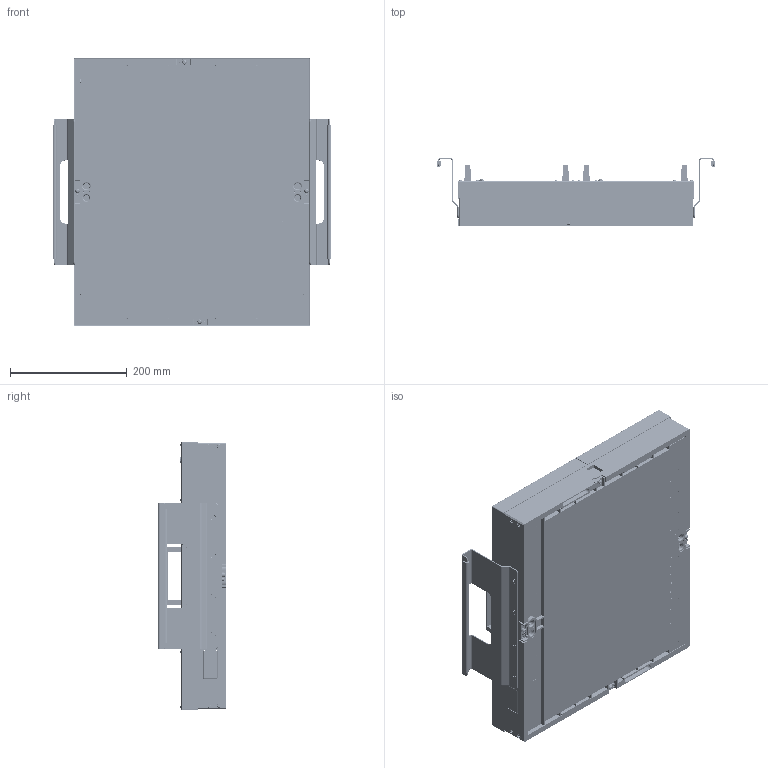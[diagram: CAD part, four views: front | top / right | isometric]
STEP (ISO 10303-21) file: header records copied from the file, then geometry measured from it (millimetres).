
FILE_DESCRIPTION (( 'STEP AP214' ), '1' );
FILE_NAME ('INGUN_115194.STEP', '2023-12-05T10:11:05', ( '' ), ( '' ), 'SwSTEP 2.0', 'SolidWorks 2021', '' );
FILE_SCHEMA (( 'AUTOMOTIVE_DESIGN' ));
Length unit declared in the file: millimetre
Products named in the file (50): DIN6325~n_04,0m6x008; ISO7380~n_M03,0x005; 115388~0_S; INGUN_115194; 14671_003~0; 114851~0; 22111~0_flexibel<Standard>; 5015~0; ISO7380~n_M02,5x006; K_124594~0_S; 14671_004~0; 14671~0_KUNDE<Standard>; 2196~6; 114858~1_S; DIN7991~n_M04,0x012; KS-113-Master__ADA~ks_KS-113 23; 14671_002~0; 115106~1_S; 3917~3_M 3 A; INFO_4562~1_Typenschild 1010; 114901~1_S; 114947~0_KUNDE<S>; 11881~0; DIN6325~n_03,0m6x020; 5332~0; 114948~0_S; 2806~1; 1607~1; 2579~0; 114857~0_S; 114856~1_S; GKS-414-0007__ADA~gks_Hub = 09,6 AH <S>; 114951~0; ISO7380~n_M04,0x016; 114950~0_S; 14671_001~0_KUNDE<Standard>; 115387~0_S; 114959~0_S; DIN912~n_M04,0x012; DIN7991~n_M04,0x016 ...
Assembly tree (178 placements, depth 5):
  INGUN_115194
    114947~0_KUNDE<S>
      114950~0_S
        114951~0
        114946~0_S  x2
        Gewindebuchse~n_M04-09,5 geschlossen  x8
      114948~0_S  x2
      10321~0_KUNDE<Standard>  x2
      114959~0_S  x2
      ISO7380~n_M03,0x005  x16
      1607~1  x4
      5332~0  x4
      DIN7991~n_M04,0x016  x14
      2229~6  x6
      2196~6  x6
      2579~0  x12
      DIN6325~n_04,0m6x008  x8
      1571~2  x7
      DIN912~n_M04,0x012  x16
      22111~0_flexibel<Standard>
        KS-113-Master__ADA~ks_KS-113 23
        GKS-414-0007__ADA~gks_Hub = 09,6 AH <S>
        2806~1
        3917~3_M 3 A
        5015~0
        ISO7380~n_M02,5x006
        11880~0
        11881~0
      22111~0_flexibel<Standard>
        KS-113-Master__ADA~ks_KS-113 23
        GKS-414-0007__ADA~gks_Hub = 09,6 AH <S>
        2806~1
        3917~3_M 3 A
        5015~0
        ISO7380~n_M02,5x006
        11880~0
        11881~0
      INFO_4562~1_Typenschild 1010
    114915~1_KUNDE<S>
      114854~0_S  x2
        114851~0
        DIN6325~n_03,0m6x020
      114857~0_S
        114855~1_S
        DIN6325~n_03,0m6x020
      114858~1_S
        114856~1_S
        DIN6325~n_03,0m6x020  x2
      14671~0_KUNDE<Standard>
        14671_001~0_KUNDE<Standard>
        14671_002~0  x2
        14671_003~0  x4
        14671_004~0  x4
      115388~0_S  x2
        115106~1_S
        115387~0_S
          K_124594~0_S
        DIN7991~n_M04,0x012
      114901~1_S  x2
      DIN912~n_M04,0x012  x8
Bounding box: 477.8 x 117 x 460.2 mm (x, y, z)
Volume: 7055281.7 mm3; surface area: 1882715.4 mm2
Topology: 177 solids, 177 shells, 8701 faces, 21329 edges, 13528 vertices
Faces by surface type: plane 3529, cylinder 2943, bspline 1165, cone 522, torus 398, sphere 144
Entity records: 138502 total; most frequent: CARTESIAN_POINT 48611, ORIENTED_EDGE 15822, DIRECTION 15012, EDGE_CURVE 7911, AXIS2_PLACEMENT_3D 5309, VERTEX_POINT 5062, LINE 4394, VECTOR 4394
